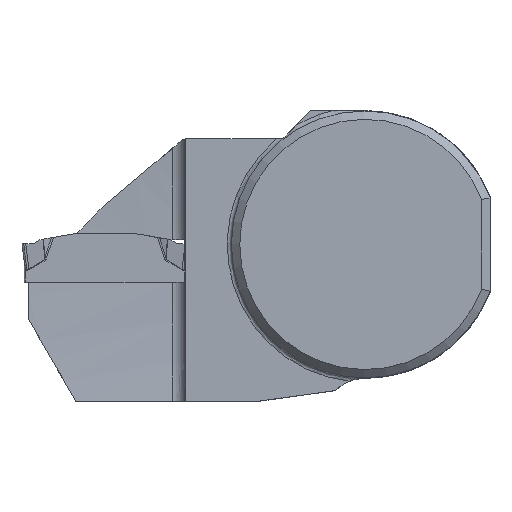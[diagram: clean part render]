
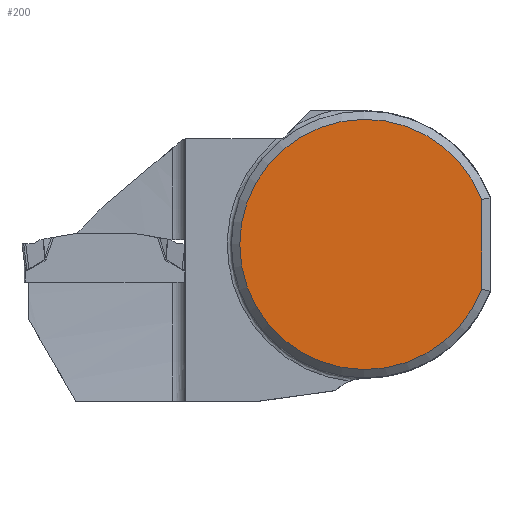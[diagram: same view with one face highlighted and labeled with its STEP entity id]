
A CAD part, top view. The second image highlights one B-rep face of the part: STEP entity #200.
In plain terms, the highlighted planar face has unit normal (0, 0, 1).
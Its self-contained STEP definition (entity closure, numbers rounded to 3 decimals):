
#151=PLANE('',#1942);
#200=ADVANCED_FACE('',(#327),#151,.F.);
#327=FACE_OUTER_BOUND('',#431,.T.);
#431=EDGE_LOOP('',(#871,#872));
#635=LINE('',#2528,#749);
#749=VECTOR('',#2108,1.);
#871=ORIENTED_EDGE('',*,*,#1581,.F.);
#872=ORIENTED_EDGE('',*,*,#1582,.T.);
#1411=VERTEX_POINT('',#2529);
#1412=VERTEX_POINT('',#2530);
#1581=EDGE_CURVE('',#1411,#1412,#635,.T.);
#1582=EDGE_CURVE('',#1411,#1412,#1841,.T.);
#1841=CIRCLE('',#1941,15.);
#1941=AXIS2_PLACEMENT_3D('',#2531,#2109,#2110);
#1942=AXIS2_PLACEMENT_3D('',#2532,#2111,#2112);
#2108=DIRECTION('',(0.,-1.,0.));
#2109=DIRECTION('',(0.,0.,1.));
#2110=DIRECTION('',(-1.,0.,0.));
#2111=DIRECTION('',(0.,0.,-1.));
#2112=DIRECTION('',(-1.,0.,0.));
#2528=CARTESIAN_POINT('',(14.,0.,0.325));
#2529=CARTESIAN_POINT('',(14.,5.385,0.325));
#2530=CARTESIAN_POINT('',(14.,-5.385,0.325));
#2531=CARTESIAN_POINT('',(0.,0.,0.325));
#2532=CARTESIAN_POINT('',(0.,0.,0.325));
